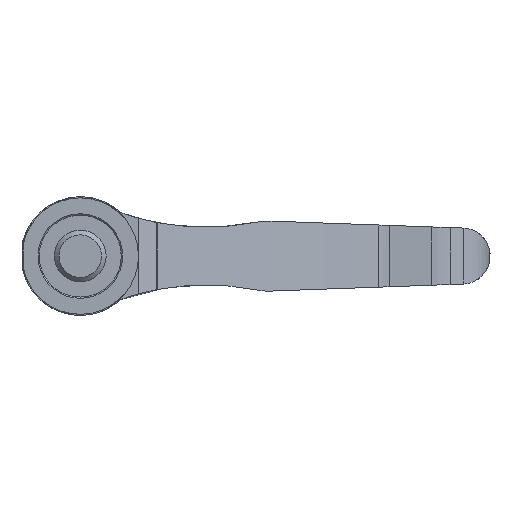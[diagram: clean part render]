
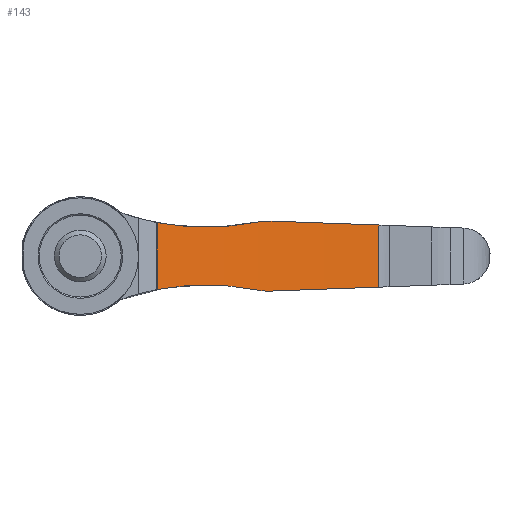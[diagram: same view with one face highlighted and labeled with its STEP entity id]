
A CAD part, front view. The second image highlights one B-rep face of the part: STEP entity #143.
In plain terms, the highlighted cylindrical face has radius 252.32 mm (diameter 504.64 mm), a partial arc.
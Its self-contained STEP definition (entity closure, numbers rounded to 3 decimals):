
#143 = ADVANCED_FACE( '', ( #316 ), #317, .F. );
#316 = FACE_OUTER_BOUND( '', #516, .T. );
#317 = CYLINDRICAL_SURFACE( '', #517, 252.32 );
#516 = EDGE_LOOP( '', ( #848, #849, #850, #851, #852, #853, #854, #855 ) );
#517 = AXIS2_PLACEMENT_3D( '', #856, #857, #858 );
#848 = ORIENTED_EDGE( '', *, *, #1174, .T. );
#849 = ORIENTED_EDGE( '', *, *, #1208, .F. );
#850 = ORIENTED_EDGE( '', *, *, #1230, .T. );
#851 = ORIENTED_EDGE( '', *, *, #1246, .T. );
#852 = ORIENTED_EDGE( '', *, *, #1247, .F. );
#853 = ORIENTED_EDGE( '', *, *, #1191, .T. );
#854 = ORIENTED_EDGE( '', *, *, #1234, .T. );
#855 = ORIENTED_EDGE( '', *, *, #1152, .F. );
#856 = CARTESIAN_POINT( '', ( 132.162, -195.671, 27.5 ) );
#857 = DIRECTION( '', ( 0., 0., 1. ) );
#858 = DIRECTION( '', ( -1., 0., 0. ) );
#1152 = EDGE_CURVE( '', #1370, #1372, #1373, .T. );
#1174 = EDGE_CURVE( '', #1370, #1408, #1410, .T. );
#1191 = EDGE_CURVE( '', #1439, #1437, #1440, .F. );
#1208 = EDGE_CURVE( '', #1465, #1408, #1467, .T. );
#1230 = EDGE_CURVE( '', #1465, #1499, #1500, .T. );
#1234 = EDGE_CURVE( '', #1437, #1372, #1505, .T. );
#1246 = EDGE_CURVE( '', #1499, #1521, #1522, .F. );
#1247 = EDGE_CURVE( '', #1439, #1521, #1523, .T. );
#1370 = VERTEX_POINT( '', #1676 );
#1372 = VERTEX_POINT( '', #1681 );
#1373 = B_SPLINE_CURVE_WITH_KNOTS( '', 3, ( #1682, #1683, #1684, #1685, #1686, #1687 ), .UNSPECIFIED., .F., .F., ( 4, 2, 4 ), ( 0., 0.013, 0.025 ), .UNSPECIFIED. );
#1408 = VERTEX_POINT( '', #1747 );
#1410 = LINE( '', #1752, #1753 );
#1437 = VERTEX_POINT( '', #1784 );
#1439 = VERTEX_POINT( '', #1787 );
#1440 = ELLIPSE( '', #1788, 252.486, 252.32 );
#1465 = VERTEX_POINT( '', #1862 );
#1467 = B_SPLINE_CURVE_WITH_KNOTS( '', 3, ( #1865, #1866, #1867, #1868, #1869, #1870 ), .UNSPECIFIED., .F., .F., ( 4, 2, 4 ), ( 0., 0.013, 0.025 ), .UNSPECIFIED. );
#1499 = VERTEX_POINT( '', #2077 );
#1500 = B_SPLINE_CURVE_WITH_KNOTS( '', 3, ( #2078, #2079, #2080, #2081 ), .UNSPECIFIED., .F., .F., ( 4, 4 ), ( 0., 0.003 ), .UNSPECIFIED. );
#1505 = B_SPLINE_CURVE_WITH_KNOTS( '', 3, ( #2090, #2091, #2092, #2093 ), .UNSPECIFIED., .F., .F., ( 4, 4 ), ( 0., 0.003 ), .UNSPECIFIED. );
#1521 = VERTEX_POINT( '', #2131 );
#1522 = ELLIPSE( '', #2132, 252.486, 252.32 );
#1523 = LINE( '', #2133, #2134 );
#1676 = CARTESIAN_POINT( '', ( 17.866, 29.278, 7.733 ) );
#1681 = CARTESIAN_POINT( '', ( 41.13, 39.656, 7.875 ) );
#1682 = CARTESIAN_POINT( '', ( 17.866, 29.278, 7.733 ) );
#1683 = CARTESIAN_POINT( '', ( 21.66, 31.205, 6.984 ) );
#1684 = CARTESIAN_POINT( '', ( 25.496, 33.033, 6.616 ) );
#1685 = CARTESIAN_POINT( '', ( 33.25, 36.493, 6.645 ) );
#1686 = CARTESIAN_POINT( '', ( 37.17, 38.124, 7.043 ) );
#1687 = CARTESIAN_POINT( '', ( 41.13, 39.656, 7.875 ) );
#1747 = CARTESIAN_POINT( '', ( 17.866, 29.278, -7.733 ) );
#1752 = CARTESIAN_POINT( '', ( 17.866, 29.278, 27.5 ) );
#1753 = VECTOR( '', #2370, 1000. );
#1784 = CARTESIAN_POINT( '', ( 43.967, 40.734, 8.117 ) );
#1787 = CARTESIAN_POINT( '', ( 69.134, 48.65, 7.203 ) );
#1788 = AXIS2_PLACEMENT_3D( '', #2397, #2398, #2399 );
#1862 = CARTESIAN_POINT( '', ( 41.13, 39.656, -7.875 ) );
#1865 = CARTESIAN_POINT( '', ( 41.13, 39.656, -7.875 ) );
#1866 = CARTESIAN_POINT( '', ( 37.17, 38.124, -7.043 ) );
#1867 = CARTESIAN_POINT( '', ( 33.25, 36.493, -6.645 ) );
#1868 = CARTESIAN_POINT( '', ( 25.496, 33.033, -6.616 ) );
#1869 = CARTESIAN_POINT( '', ( 21.66, 31.205, -6.984 ) );
#1870 = CARTESIAN_POINT( '', ( 17.866, 29.278, -7.733 ) );
#2077 = CARTESIAN_POINT( '', ( 43.967, 40.734, -8.117 ) );
#2078 = CARTESIAN_POINT( '', ( 41.13, 39.656, -7.875 ) );
#2079 = CARTESIAN_POINT( '', ( 42.065, 40.017, -8.071 ) );
#2080 = CARTESIAN_POINT( '', ( 43.011, 40.377, -8.152 ) );
#2081 = CARTESIAN_POINT( '', ( 43.967, 40.734, -8.117 ) );
#2090 = CARTESIAN_POINT( '', ( 43.967, 40.734, 8.117 ) );
#2091 = CARTESIAN_POINT( '', ( 43.011, 40.377, 8.152 ) );
#2092 = CARTESIAN_POINT( '', ( 42.065, 40.017, 8.071 ) );
#2093 = CARTESIAN_POINT( '', ( 41.13, 39.656, 7.875 ) );
#2131 = CARTESIAN_POINT( '', ( 69.134, 48.65, -7.203 ) );
#2132 = AXIS2_PLACEMENT_3D( '', #2440, #2441, #2442 );
#2133 = CARTESIAN_POINT( '', ( 69.134, 48.65, 27.5 ) );
#2134 = VECTOR( '', #2443, 1000. );
#2370 = DIRECTION( '', ( 0., 0., -1. ) );
#2397 = CARTESIAN_POINT( '', ( 132.162, -195.671, 4.914 ) );
#2398 = DIRECTION( '', ( -0.036, 0., -0.999 ) );
#2399 = DIRECTION( '', ( 0.999, 0., -0.036 ) );
#2440 = CARTESIAN_POINT( '', ( 132.162, -195.671, -4.914 ) );
#2441 = DIRECTION( '', ( -0.036, 0., 0.999 ) );
#2442 = DIRECTION( '', ( -0.999, 0., -0.036 ) );
#2443 = DIRECTION( '', ( 0., 0., -1. ) );
